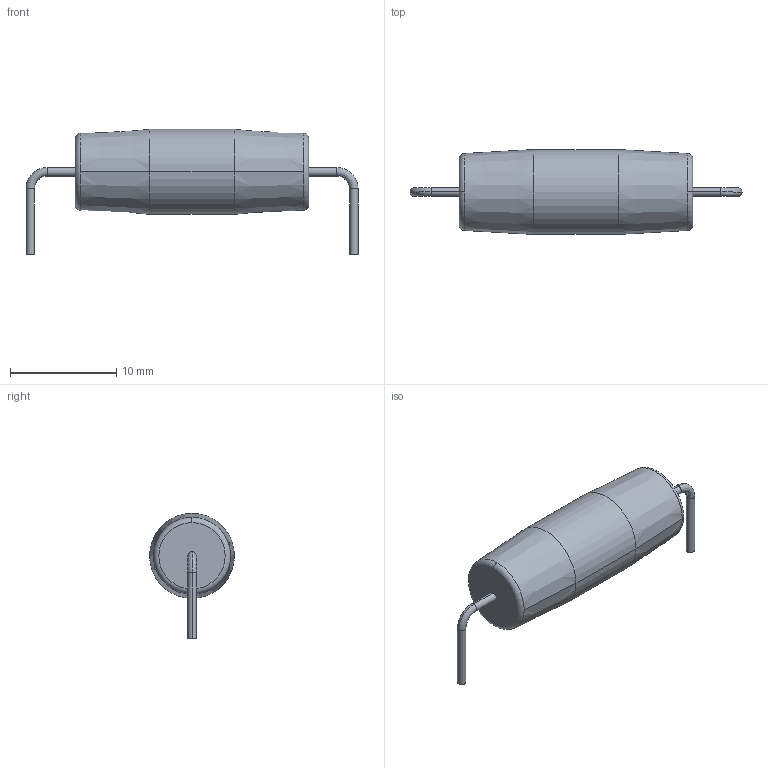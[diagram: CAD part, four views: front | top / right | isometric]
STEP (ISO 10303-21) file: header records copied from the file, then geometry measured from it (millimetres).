
FILE_DESCRIPTION((''),'2;1');
FILE_NAME('RESAD3048W80L2200D800A.stp','2009-03-31T16:02:52',(''),(''),'Mechanical Desktop 2006','Mechanical Desktop 2006',', , ');
FILE_SCHEMA(('AUTOMOTIVE_DESIGN { 1 2 10303 214 0 1 1 1 }'));
Length unit declared in the file: millimetre
Products named in the file (1): Product
Bounding box: 31.28 x 8 x 11.8 mm (x, y, z)
Volume: 1047.2 mm3; surface area: 667.7 mm2
Topology: 3 solids, 3 shells, 28 faces, 58 edges, 36 vertices
Faces by surface type: bspline 8, torus 6, cylinder 6, plane 4, cone 4
Entity records: 944 total; most frequent: CARTESIAN_POINT 285, DIRECTION 144, ORIENTED_EDGE 116, AXIS2_PLACEMENT_3D 65, EDGE_CURVE 58, CIRCLE 44, VERTEX_POINT 36, EDGE_LOOP 28
